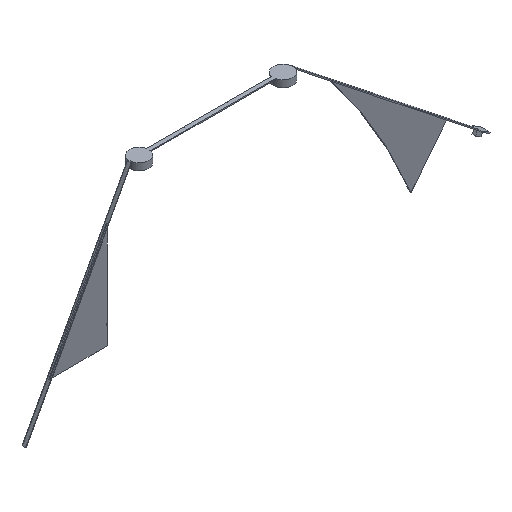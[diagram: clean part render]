
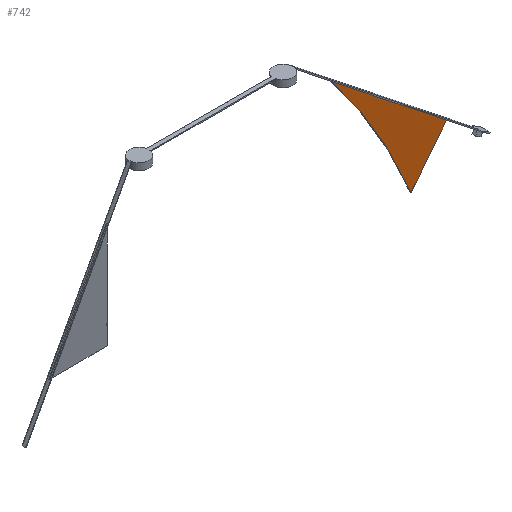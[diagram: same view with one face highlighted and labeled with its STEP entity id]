
A CAD part, isometric view. The second image highlights one B-rep face of the part: STEP entity #742.
In plain terms, the highlighted planar face has unit normal (0, -1, 0).
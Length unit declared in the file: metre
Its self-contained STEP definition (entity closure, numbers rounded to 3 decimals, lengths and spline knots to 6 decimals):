
#32=PLANE('',#805);
#57=CIRCLE('',#804,0.6);
#181=ORIENTED_EDGE('',*,*,#333,.F.);
#182=ORIENTED_EDGE('',*,*,#304,.T.);
#183=ORIENTED_EDGE('',*,*,#336,.F.);
#304=EDGE_CURVE('',#397,#398,#474,.T.);
#333=EDGE_CURVE('',#397,#418,#498,.T.);
#336=EDGE_CURVE('',#418,#398,#57,.T.);
#397=VERTEX_POINT('',#1102);
#398=VERTEX_POINT('',#1103);
#418=VERTEX_POINT('',#1159);
#474=LINE('',#1101,#568);
#498=LINE('',#1158,#592);
#568=VECTOR('',#895,1.);
#592=VECTOR('',#943,1.);
#652=EDGE_LOOP('',(#181,#182,#183));
#696=FACE_BOUND('',#652,.T.);
#742=ADVANCED_FACE('',(#696),#32,.T.);
#804=AXIS2_PLACEMENT_3D('',#1163,#949,#950);
#805=AXIS2_PLACEMENT_3D('',#1164,#951,#952);
#895=DIRECTION('',(-0.784,0.,0.621));
#943=DIRECTION('',(-0.621,0.,-0.784));
#949=DIRECTION('',(0.,-1.,0.));
#950=DIRECTION('',(0.,0.,-1.));
#951=DIRECTION('',(0.,-1.,0.));
#952=DIRECTION('',(1.,0.,0.));
#1101=CARTESIAN_POINT('',(0.20944,-0.0005,0.189249));
#1102=CARTESIAN_POINT('',(0.270195,-0.0005,0.141135));
#1103=CARTESIAN_POINT('',(0.148684,-0.0005,0.237364));
#1158=CARTESIAN_POINT('',(0.25157,-0.0005,0.117616));
#1159=CARTESIAN_POINT('',(0.232945,-0.0005,0.094098));
#1163=CARTESIAN_POINT('',(-0.321382,-0.0005,-0.135513));
#1164=CARTESIAN_POINT('',(0.205776,-0.0005,0.181049));
